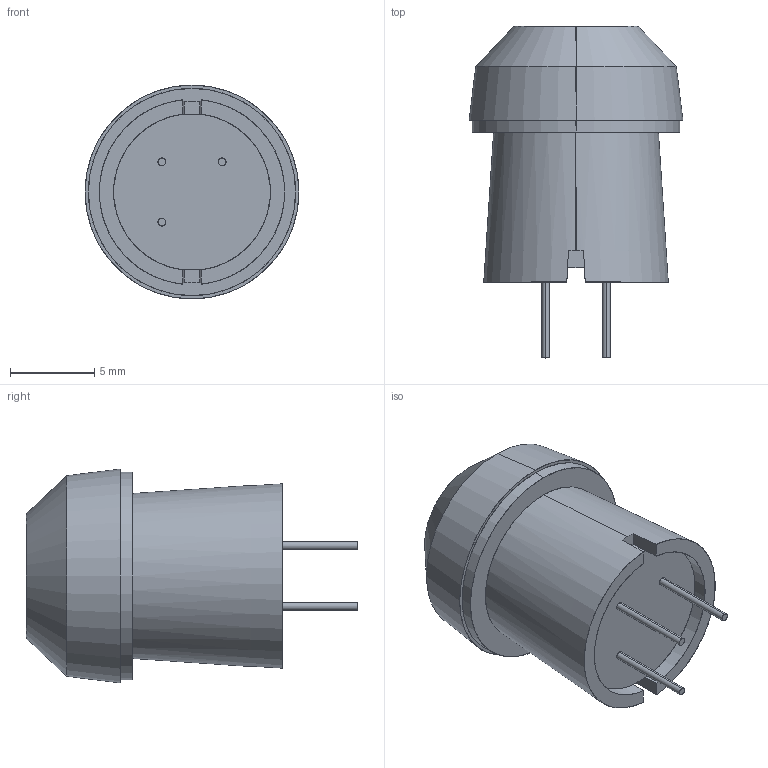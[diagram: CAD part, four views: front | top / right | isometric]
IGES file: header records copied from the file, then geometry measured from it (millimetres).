
Global section: preprocessor: SolidWorks 2007; organization: PanasonicElectricWorks; date: MM; units: millimetre
Bounding box: 12.7 x 19.7 x 12.7 mm (x, y, z)
Surface area: 782 mm2 (no closed solid volume)
Topology: 0 solids, 0 shells, 36 faces, 476 edges, 476 vertices
Faces by surface type: bspline 20, revolution 16
